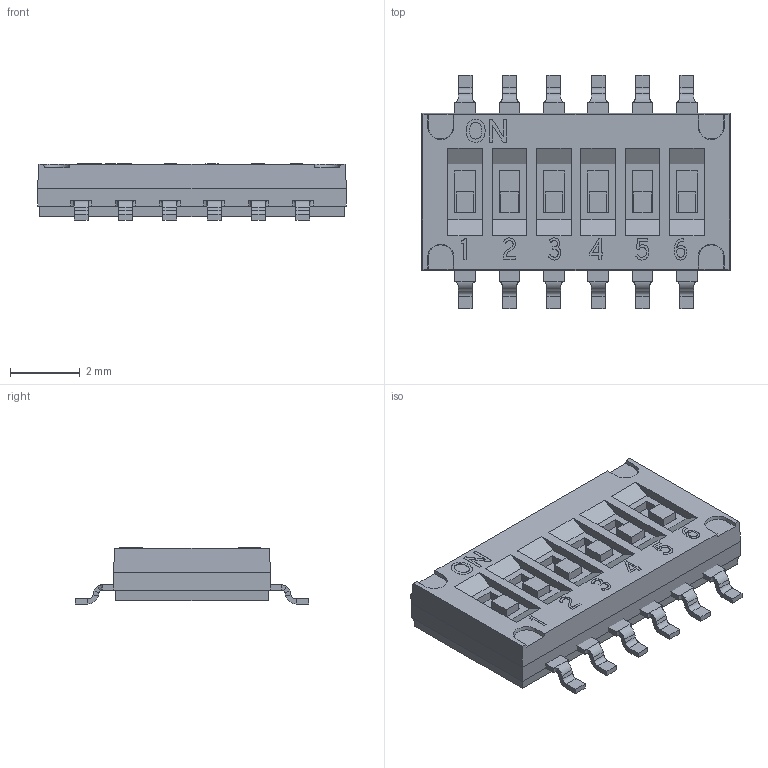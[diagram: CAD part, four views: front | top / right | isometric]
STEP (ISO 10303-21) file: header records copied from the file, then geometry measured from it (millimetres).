
FILE_DESCRIPTION(('STEP AP214'), '1');
FILE_NAME('DIP-DHN', '2020-06-15T11:10:58', ('AF'), (''), 'UNSPECIFIED', 'UNSPECIFIED', '');
FILE_SCHEMA(('AUTOMOTIVE_DESIGN { 1 0 10303 214 3 1 1}'));
Length unit declared in the file: millimetre
Assembly tree (12 placements, depth 2):
  (unnamed)
    (unnamed)  x6
    (unnamed)  x6
Bounding box: 8.85 x 6.7 x 1.6 mm (x, y, z)
Volume: 57.6 mm3; surface area: 194.4 mm2
Topology: 19 solids, 19 shells, 559 faces, 1324 edges, 844 vertices
Faces by surface type: plane 440, cylinder 91, bspline 24, cone 4
Entity records: 10729 total; most frequent: CARTESIAN_POINT 1503, DIRECTION 1352, ORIENTED_EDGE 1312, EDGE_CURVE 656, LINE 586, VECTOR 586, VERTEX_POINT 424, AXIS2_PLACEMENT_3D 383
